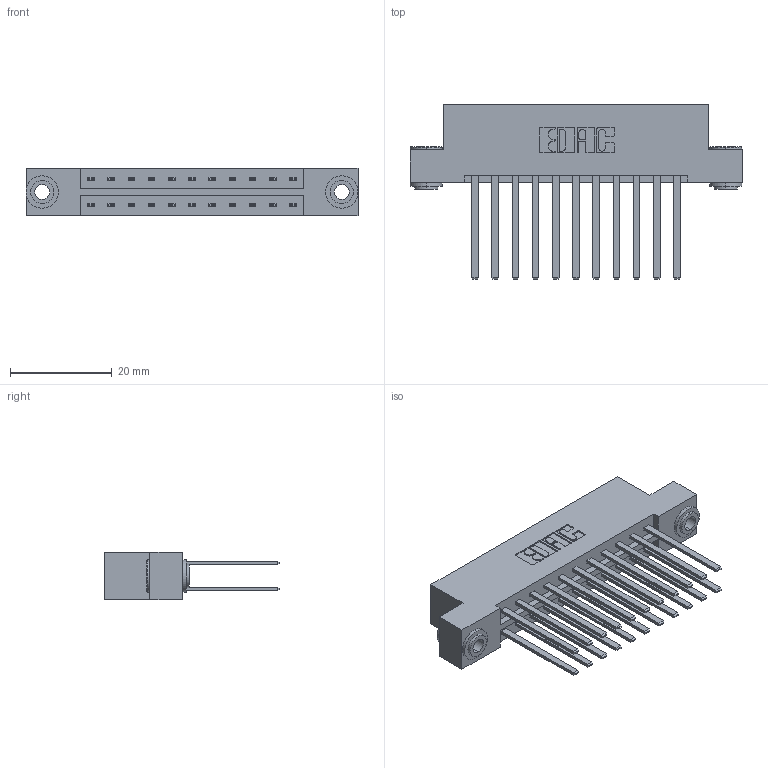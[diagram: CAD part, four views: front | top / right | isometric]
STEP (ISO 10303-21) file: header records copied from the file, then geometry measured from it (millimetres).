
FILE_DESCRIPTION (( 'STEP AP203' ), '1' );
FILE_NAME ('833-022-544-203.STEP', '2020-06-01T17:34:51', ( '' ), ( '' ), 'SwSTEP 2.0', 'SolidWorks 2020', '' );
FILE_SCHEMA (( 'CONFIG_CONTROL_DESIGN' ));
Length unit declared in the file: inch
Products named in the file (4): 833 Part_Flush - .156 Dia - TH; 345-292-001_345-293-144; 833-022-544-203; 345-250-002_345-250-002-102
Assembly tree (25 placements, depth 2):
  833-022-544-203
    833 Part_Flush - .156 Dia - TH
    345-292-001_345-293-144  x22
    345-250-002_345-250-002-102  x2
Bounding box: 65.13 x 34.3 x 9.4 mm (x, y, z)
Volume: 6686.8 mm3; surface area: 8786.3 mm2
Topology: 25 solids, 25 shells, 1164 faces, 3401 edges, 2234 vertices
Faces by surface type: plane 784, cylinder 372, cone 8
Entity records: 11552 total; most frequent: CARTESIAN_POINT 1925, ORIENTED_EDGE 1854, DIRECTION 1729, EDGE_CURVE 927, LINE 779, VECTOR 779, VERTEX_POINT 614, AXIS2_PLACEMENT_3D 475
